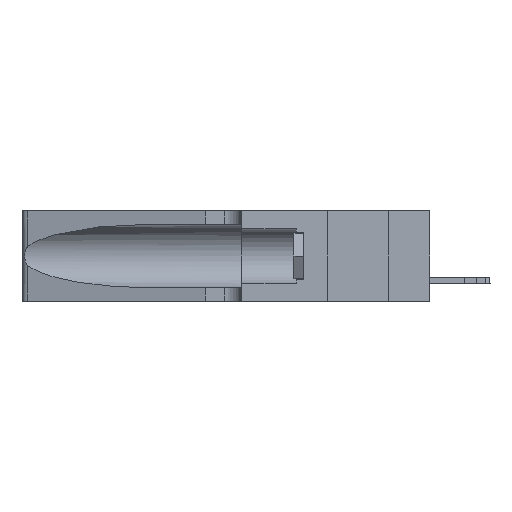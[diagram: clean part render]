
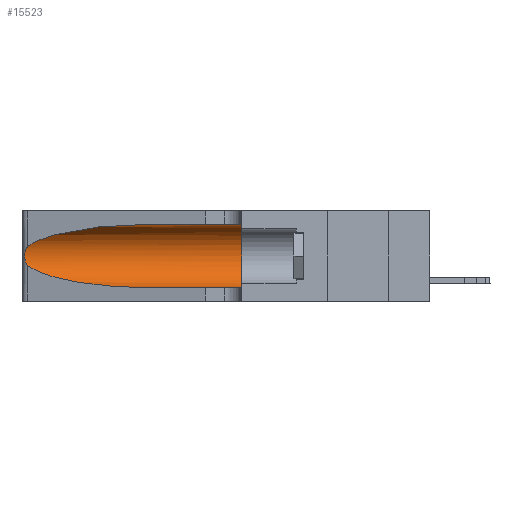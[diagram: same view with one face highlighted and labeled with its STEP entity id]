
A CAD part, left-side view. The second image highlights one B-rep face of the part: STEP entity #15523.
In plain terms, the highlighted cylindrical face has radius 3.308 mm (diameter 6.617 mm), a partial arc.
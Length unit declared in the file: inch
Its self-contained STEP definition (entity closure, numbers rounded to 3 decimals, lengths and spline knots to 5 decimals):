
#439 = VECTOR ( 'NONE', #15591, 39.37008 ) ;
#509 = CARTESIAN_POINT ( 'NONE',  ( 0.18966, 0.96281, 0.31525 ) ) ;
#1767 = EDGE_CURVE ( 'NONE', #4159, #18582, #12333, .T. ) ;
#2292 = CARTESIAN_POINT ( 'NONE',  ( 0.26018, 1.23835, 0.19895 ) ) ;
#2316 = LINE ( 'NONE', #17273, #17840 ) ;
#2363 = CARTESIAN_POINT ( 'NONE',  ( 0.25787, 1.23484, 0.2124 ) ) ;
#2545 = EDGE_CURVE ( 'NONE', #15692, #8159, #6323, .T. ) ;
#2725 = ORIENTED_EDGE ( 'NONE', *, *, #15545, .T. ) ;
#3535 = CARTESIAN_POINT ( 'NONE',  ( 0.2373, 1.15595, 0.08982 ) ) ;
#3668 = CARTESIAN_POINT ( 'NONE',  ( 0.1305, 0.72297, 0.31525 ) ) ;
#3823 = DIRECTION ( 'NONE',  ( 0., 1., 0. ) ) ;
#4159 = VERTEX_POINT ( 'NONE', #3668 ) ;
#4887 = ORIENTED_EDGE ( 'NONE', *, *, #10957, .F. ) ;
#5692 = CARTESIAN_POINT ( 'NONE',  ( 0.26075, 1.23896, 0.178 ) ) ;
#6323 = B_SPLINE_CURVE_WITH_KNOTS ( 'NONE', 3,
 ( #20516, #10564, #10497, #2363, #12190, #2292, #15586, #5692, #7337, #19382, #13669, #6924, #12000, #7078 ),
 .UNSPECIFIED., .F., .F.,
 ( 4, 2, 2, 2, 2, 2, 4 ),
 ( 0., 0.00027, 0.00053, 0.00107, 0.0016, 0.00187, 0.00214 ),
 .UNSPECIFIED. ) ;
#6924 = CARTESIAN_POINT ( 'NONE',  ( 0.25639, 1.23186, 0.15144 ) ) ;
#7078 = CARTESIAN_POINT ( 'NONE',  ( 0.25487, 1.22718, 0.14631 ) ) ;
#7337 = CARTESIAN_POINT ( 'NONE',  ( 0.26017, 1.23833, 0.17102 ) ) ;
#7497 = DIRECTION ( 'NONE',  ( 0., -1., 0. ) ) ;
#7508 = ORIENTED_EDGE ( 'NONE', *, *, #2545, .T. ) ;
#7516 = CARTESIAN_POINT ( 'NONE',  ( 0.2373, 1.15595, 0.28018 ) ) ;
#8159 = VERTEX_POINT ( 'NONE', #8838 ) ;
#8728 = CARTESIAN_POINT ( 'NONE',  ( 0.1305, 0.72297, 0.31525 ) ) ;
#8838 = CARTESIAN_POINT ( 'NONE',  ( 0.25487, 1.22718, 0.14631 ) ) ;
#8858 = ORIENTED_EDGE ( 'NONE', *, *, #18160, .T. ) ;
#9158 = CARTESIAN_POINT ( 'NONE',  ( 0.1305, 1.61858, 0.185 ) ) ;
#9299 = VERTEX_POINT ( 'NONE', #10832 ) ;
#9720 = ORIENTED_EDGE ( 'NONE', *, *, #1767, .F. ) ;
#9728 = AXIS2_PLACEMENT_3D ( 'NONE', #20530, #3823, #10512 ) ;
#9774 = EDGE_CURVE ( 'NONE', #4159, #15692, #14649, .T. ) ;
#10262 = CIRCLE ( 'NONE', #9728, 0.13025 ) ;
#10403 = ORIENTED_EDGE ( 'NONE', *, *, #9774, .T. ) ;
#10497 = CARTESIAN_POINT ( 'NONE',  ( 0.25639, 1.23184, 0.21858 ) ) ;
#10512 = DIRECTION ( 'NONE',  ( 0., 0., 1. ) ) ;
#10564 = CARTESIAN_POINT ( 'NONE',  ( 0.25555, 1.22994, 0.2215 ) ) ;
#10816 = CARTESIAN_POINT ( 'NONE',  ( 0.25487, 1.22718, 0.22369 ) ) ;
#10832 = CARTESIAN_POINT ( 'NONE',  ( 0.1305, 0.72297, 0.05475 ) ) ;
#10957 = EDGE_CURVE ( 'NONE', #18582, #19031, #10262, .T. ) ;
#12000 = CARTESIAN_POINT ( 'NONE',  ( 0.25555, 1.22993, 0.14849 ) ) ;
#12190 = CARTESIAN_POINT ( 'NONE',  ( 0.25854, 1.2359, 0.20912 ) ) ;
#12197 = DIRECTION ( 'NONE',  ( 0., 0., -1. ) ) ;
#12269 = CARTESIAN_POINT ( 'NONE',  ( 0.1305, 0.35, 0.05475 ) ) ;
#12333 = LINE ( 'NONE', #12408, #439 ) ;
#12408 = CARTESIAN_POINT ( 'NONE',  ( 0.1305, 1.61858, 0.31525 ) ) ;
#13669 = CARTESIAN_POINT ( 'NONE',  ( 0.25789, 1.23486, 0.15765 ) ) ;
#14361 = CARTESIAN_POINT ( 'NONE',  ( 0.25487, 1.22718, 0.22369 ) ) ;
#14527 = EDGE_LOOP ( 'NONE', ( #10403, #7508, #8858, #2725, #4887, #9720 ) ) ;
#14649 =( BOUNDED_CURVE ( )  B_SPLINE_CURVE ( 3, ( #8728, #509, #7516, #10816 ),
 .UNSPECIFIED., .F., .F. ) 
 B_SPLINE_CURVE_WITH_KNOTS ( ( 4, 4 ),
 ( 1.5708, 2.84003 ),
 .UNSPECIFIED. ) 
 CURVE ( )  GEOMETRIC_REPRESENTATION_ITEM ( )  RATIONAL_B_SPLINE_CURVE ( ( 1., 0.87, 0.87, 1. ) ) 
 REPRESENTATION_ITEM ( '' )  );
#14871 = CARTESIAN_POINT ( 'NONE',  ( 0.25487, 1.22718, 0.14631 ) ) ;
#15015 = CARTESIAN_POINT ( 'NONE',  ( 0.1305, 0.35, 0.31525 ) ) ;
#15523 = ADVANCED_FACE ( 'NONE', ( #16022 ), #20764, .F. ) ;
#15545 = EDGE_CURVE ( 'NONE', #9299, #19031, #2316, .T. ) ;
#15586 = CARTESIAN_POINT ( 'NONE',  ( 0.26075, 1.23896, 0.19203 ) ) ;
#15591 = DIRECTION ( 'NONE',  ( 0., -1., 0. ) ) ;
#15692 = VERTEX_POINT ( 'NONE', #14361 ) ;
#16022 = FACE_OUTER_BOUND ( 'NONE', #14527, .T. ) ;
#16538 = CARTESIAN_POINT ( 'NONE',  ( 0.18966, 0.96281, 0.05475 ) ) ;
#17273 = CARTESIAN_POINT ( 'NONE',  ( 0.1305, 1.61858, 0.05475 ) ) ;
#17840 = VECTOR ( 'NONE', #7497, 39.37008 ) ;
#18138 =( BOUNDED_CURVE ( )  B_SPLINE_CURVE ( 3, ( #14871, #3535, #16538, #18385 ),
 .UNSPECIFIED., .F., .T. ) 
 B_SPLINE_CURVE_WITH_KNOTS ( ( 4, 4 ),
 ( 3.44316, 4.71239 ),
 .UNSPECIFIED. ) 
 CURVE ( )  GEOMETRIC_REPRESENTATION_ITEM ( )  RATIONAL_B_SPLINE_CURVE ( ( 1., 0.87, 0.87, 1. ) ) 
 REPRESENTATION_ITEM ( '' )  );
#18160 = EDGE_CURVE ( 'NONE', #8159, #9299, #18138, .T. ) ;
#18385 = CARTESIAN_POINT ( 'NONE',  ( 0.1305, 0.72297, 0.05475 ) ) ;
#18582 = VERTEX_POINT ( 'NONE', #15015 ) ;
#19031 = VERTEX_POINT ( 'NONE', #12269 ) ;
#19382 = CARTESIAN_POINT ( 'NONE',  ( 0.25856, 1.23593, 0.16098 ) ) ;
#20516 = CARTESIAN_POINT ( 'NONE',  ( 0.25487, 1.22718, 0.22369 ) ) ;
#20530 = CARTESIAN_POINT ( 'NONE',  ( 0.1305, 0.35, 0.185 ) ) ;
#20593 = AXIS2_PLACEMENT_3D ( 'NONE', #9158, #20608, #12197 ) ;
#20608 = DIRECTION ( 'NONE',  ( 0., -1., 0. ) ) ;
#20764 = CYLINDRICAL_SURFACE ( 'NONE', #20593, 0.13025 ) ;
